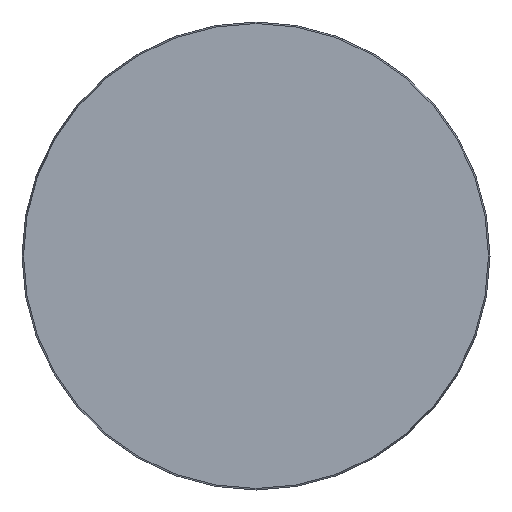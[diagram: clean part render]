
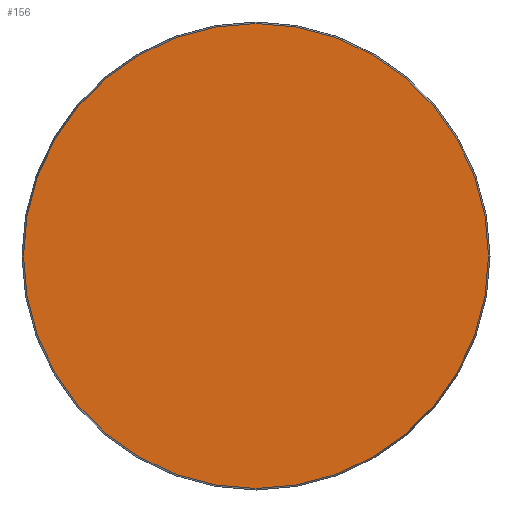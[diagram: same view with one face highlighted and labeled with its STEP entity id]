
A CAD part, front view. The second image highlights one B-rep face of the part: STEP entity #156.
In plain terms, the highlighted planar face has unit normal (0, -1, 0).
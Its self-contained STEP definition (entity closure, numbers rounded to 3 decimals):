
#28 = CIRCLE ( 'NONE', #549, 88.425 ) ;
#100 = EDGE_LOOP ( 'NONE', ( #117 ) ) ;
#117 = ORIENTED_EDGE ( 'NONE', *, *, #421, .T. ) ;
#156 = ADVANCED_FACE ( 'NONE', ( #193 ), #356, .F. ) ;
#193 = FACE_OUTER_BOUND ( 'NONE', #100, .T. ) ;
#210 = DIRECTION ( 'NONE',  ( 0., -1., 0. ) ) ;
#241 = DIRECTION ( 'NONE',  ( 0., 0., 1. ) ) ;
#356 = PLANE ( 'NONE',  #498 ) ;
#374 = VERTEX_POINT ( 'NONE', #727 ) ;
#415 = DIRECTION ( 'NONE',  ( 0., 1., 0. ) ) ;
#421 = EDGE_CURVE ( 'NONE', #374, #374, #28, .T. ) ;
#498 = AXIS2_PLACEMENT_3D ( 'NONE', #596, #415, #241 ) ;
#549 = AXIS2_PLACEMENT_3D ( 'NONE', #618, #210, #675 ) ;
#596 = CARTESIAN_POINT ( 'NONE',  ( -88.425, 0., 0. ) ) ;
#618 = CARTESIAN_POINT ( 'NONE',  ( 0., 0., 0. ) ) ;
#675 = DIRECTION ( 'NONE',  ( 0., 0., -1. ) ) ;
#727 = CARTESIAN_POINT ( 'NONE',  ( 0., 0., -88.425 ) ) ;
